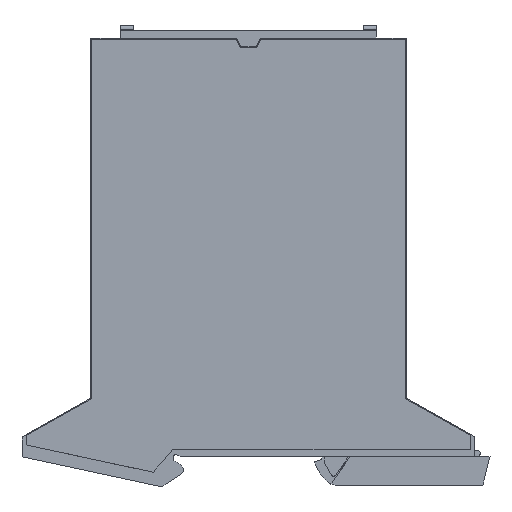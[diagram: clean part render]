
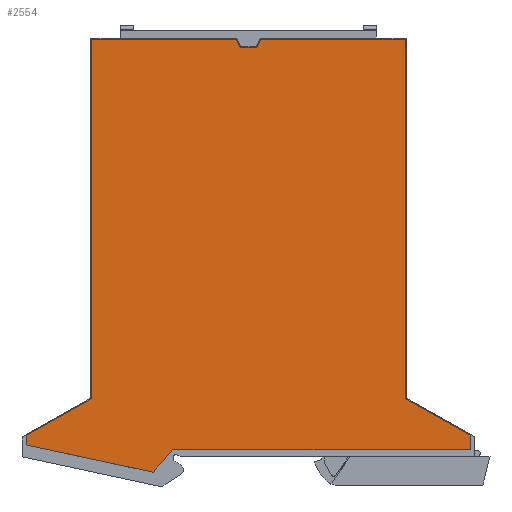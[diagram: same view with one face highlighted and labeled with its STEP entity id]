
A CAD part, left-side view. The second image highlights one B-rep face of the part: STEP entity #2554.
In plain terms, the highlighted planar face has unit normal (-1, 0, 0).
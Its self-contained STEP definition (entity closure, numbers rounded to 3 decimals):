
#2392=AXIS2_PLACEMENT_3D('Plane Axis2P3D',#2389,#2390,#2391) ;
#2389=CARTESIAN_POINT('Axis2P3D Location',(0.,56.402,7.237)) ;
#2395=CARTESIAN_POINT('Control Point',(0.,54.457,102.837)) ;
#2396=CARTESIAN_POINT('Control Point',(0.,55.754,102.837)) ;
#2397=CARTESIAN_POINT('Control Point',(0.,57.05,102.837)) ;
#2398=CARTESIAN_POINT('Control Point',(0.,58.347,102.837)) ;
#2399=CARTESIAN_POINT('Vertex',(0.,54.457,102.837)) ;
#2401=CARTESIAN_POINT('Vertex',(0.,58.347,102.837)) ;
#2404=CARTESIAN_POINT('Line Origine',(0.,58.79,103.787)) ;
#2408=CARTESIAN_POINT('Vertex',(0.,59.233,104.737)) ;
#2411=CARTESIAN_POINT('Line Origine',(0.,60.983,104.737)) ;
#2415=CARTESIAN_POINT('Vertex',(0.,62.733,104.737)) ;
#2419=CARTESIAN_POINT('Control Point',(0.,62.733,104.737)) ;
#2420=CARTESIAN_POINT('Control Point',(0.,72.822,104.737)) ;
#2421=CARTESIAN_POINT('Control Point',(0.,82.912,104.737)) ;
#2422=CARTESIAN_POINT('Control Point',(0.,93.002,104.737)) ;
#2423=CARTESIAN_POINT('Vertex',(0.,93.002,104.737)) ;
#2427=CARTESIAN_POINT('Control Point',(0.,93.002,104.737)) ;
#2428=CARTESIAN_POINT('Control Point',(0.,93.002,76.753)) ;
#2429=CARTESIAN_POINT('Control Point',(0.,93.002,48.768)) ;
#2430=CARTESIAN_POINT('Control Point',(0.,93.002,20.784)) ;
#2431=CARTESIAN_POINT('Vertex',(0.,93.002,20.784)) ;
#2435=CARTESIAN_POINT('Control Point',(0.,93.002,20.784)) ;
#2436=CARTESIAN_POINT('Control Point',(0.,98.079,17.94)) ;
#2437=CARTESIAN_POINT('Control Point',(0.,103.157,15.097)) ;
#2438=CARTESIAN_POINT('Control Point',(0.,108.234,12.253)) ;
#2439=CARTESIAN_POINT('Vertex',(0.,108.234,12.253)) ;
#2443=CARTESIAN_POINT('Control Point',(0.,108.234,12.253)) ;
#2444=CARTESIAN_POINT('Control Point',(0.,108.234,11.497)) ;
#2445=CARTESIAN_POINT('Control Point',(0.,108.234,10.741)) ;
#2446=CARTESIAN_POINT('Control Point',(0.,108.234,9.985)) ;
#2447=CARTESIAN_POINT('Vertex',(0.,108.234,9.985)) ;
#2451=CARTESIAN_POINT('Control Point',(0.,108.234,9.985)) ;
#2452=CARTESIAN_POINT('Control Point',(0.,98.383,7.865)) ;
#2453=CARTESIAN_POINT('Control Point',(0.,88.532,5.746)) ;
#2454=CARTESIAN_POINT('Control Point',(0.,78.681,3.626)) ;
#2455=CARTESIAN_POINT('Vertex',(0.,78.681,3.626)) ;
#2459=CARTESIAN_POINT('Control Point',(0.,78.681,3.626)) ;
#2460=CARTESIAN_POINT('Control Point',(0.,77.323,5.181)) ;
#2461=CARTESIAN_POINT('Control Point',(0.,75.965,6.735)) ;
#2462=CARTESIAN_POINT('Control Point',(0.,74.607,8.29)) ;
#2463=CARTESIAN_POINT('Vertex',(0.,74.607,8.29)) ;
#2467=CARTESIAN_POINT('Control Point',(0.,74.607,8.29)) ;
#2468=CARTESIAN_POINT('Control Point',(0.,74.605,8.292)) ;
#2469=CARTESIAN_POINT('Control Point',(0.,74.604,8.294)) ;
#2470=CARTESIAN_POINT('Control Point',(0.,74.602,8.296)) ;
#2471=CARTESIAN_POINT('Vertex',(0.,74.602,8.296)) ;
#2475=CARTESIAN_POINT('Control Point',(0.,74.602,8.296)) ;
#2476=CARTESIAN_POINT('Control Point',(0.,74.444,8.476)) ;
#2477=CARTESIAN_POINT('Control Point',(0.,74.286,8.657)) ;
#2478=CARTESIAN_POINT('Control Point',(0.,74.129,8.837)) ;
#2479=CARTESIAN_POINT('Vertex',(0.,74.129,8.837)) ;
#2483=CARTESIAN_POINT('Control Point',(0.,74.129,8.837)) ;
#2484=CARTESIAN_POINT('Control Point',(0.,50.942,8.837)) ;
#2485=CARTESIAN_POINT('Control Point',(0.,27.756,8.837)) ;
#2486=CARTESIAN_POINT('Control Point',(0.,4.57,8.837)) ;
#2487=CARTESIAN_POINT('Vertex',(0.,4.57,8.837)) ;
#2491=CARTESIAN_POINT('Control Point',(0.,4.57,8.837)) ;
#2492=CARTESIAN_POINT('Control Point',(0.,4.57,9.976)) ;
#2493=CARTESIAN_POINT('Control Point',(0.,4.57,11.115)) ;
#2494=CARTESIAN_POINT('Control Point',(0.,4.57,12.253)) ;
#2495=CARTESIAN_POINT('Vertex',(0.,4.57,12.253)) ;
#2499=CARTESIAN_POINT('Control Point',(0.,4.57,12.253)) ;
#2500=CARTESIAN_POINT('Control Point',(0.,9.647,15.097)) ;
#2501=CARTESIAN_POINT('Control Point',(0.,14.725,17.94)) ;
#2502=CARTESIAN_POINT('Control Point',(0.,19.802,20.784)) ;
#2503=CARTESIAN_POINT('Vertex',(0.,19.802,20.784)) ;
#2507=CARTESIAN_POINT('Control Point',(0.,19.802,20.784)) ;
#2508=CARTESIAN_POINT('Control Point',(0.,19.802,48.768)) ;
#2509=CARTESIAN_POINT('Control Point',(0.,19.802,76.753)) ;
#2510=CARTESIAN_POINT('Control Point',(0.,19.802,104.737)) ;
#2511=CARTESIAN_POINT('Vertex',(0.,19.802,104.737)) ;
#2515=CARTESIAN_POINT('Control Point',(0.,19.802,104.737)) ;
#2516=CARTESIAN_POINT('Control Point',(0.,29.892,104.737)) ;
#2517=CARTESIAN_POINT('Control Point',(0.,39.981,104.737)) ;
#2518=CARTESIAN_POINT('Control Point',(0.,50.071,104.737)) ;
#2519=CARTESIAN_POINT('Vertex',(0.,50.071,104.737)) ;
#2522=CARTESIAN_POINT('Line Origine',(0.,51.821,104.737)) ;
#2526=CARTESIAN_POINT('Vertex',(0.,53.571,104.737)) ;
#2529=CARTESIAN_POINT('Line Origine',(0.,54.014,103.787)) ;
#2390=DIRECTION('Axis2P3D Direction',(-1.,0.,0.)) ;
#2391=DIRECTION('Axis2P3D XDirection',(0.,1.,0.)) ;
#2405=DIRECTION('Vector Direction',(0.,0.423,0.906)) ;
#2412=DIRECTION('Vector Direction',(0.,1.,0.)) ;
#2523=DIRECTION('Vector Direction',(0.,1.,0.)) ;
#2530=DIRECTION('Vector Direction',(0.,-0.423,0.906)) ;
#2406=VECTOR('Line Direction',#2405,1.) ;
#2413=VECTOR('Line Direction',#2412,1.) ;
#2524=VECTOR('Line Direction',#2523,1.) ;
#2531=VECTOR('Line Direction',#2530,1.) ;
#2535=ORIENTED_EDGE('',*,*,#2403,.T.) ;
#2536=ORIENTED_EDGE('',*,*,#2410,.T.) ;
#2537=ORIENTED_EDGE('',*,*,#2417,.T.) ;
#2538=ORIENTED_EDGE('',*,*,#2425,.T.) ;
#2539=ORIENTED_EDGE('',*,*,#2433,.T.) ;
#2540=ORIENTED_EDGE('',*,*,#2441,.T.) ;
#2541=ORIENTED_EDGE('',*,*,#2449,.T.) ;
#2542=ORIENTED_EDGE('',*,*,#2457,.T.) ;
#2543=ORIENTED_EDGE('',*,*,#2465,.T.) ;
#2544=ORIENTED_EDGE('',*,*,#2473,.T.) ;
#2545=ORIENTED_EDGE('',*,*,#2481,.T.) ;
#2546=ORIENTED_EDGE('',*,*,#2489,.T.) ;
#2547=ORIENTED_EDGE('',*,*,#2497,.T.) ;
#2548=ORIENTED_EDGE('',*,*,#2505,.T.) ;
#2549=ORIENTED_EDGE('',*,*,#2513,.T.) ;
#2550=ORIENTED_EDGE('',*,*,#2521,.T.) ;
#2551=ORIENTED_EDGE('',*,*,#2528,.T.) ;
#2552=ORIENTED_EDGE('',*,*,#2533,.T.) ;
#2554=ADVANCED_FACE('BASE',(#2553),#2393,.T.) ;
#2394=B_SPLINE_CURVE_WITH_KNOTS('',3,(#2395,#2396,#2397,#2398),.UNSPECIFIED.,.F.,.U.,(4,4),(3.5,7.39),.UNSPECIFIED.) ;
#2418=B_SPLINE_CURVE_WITH_KNOTS('',3,(#2419,#2420,#2421,#2422),.UNSPECIFIED.,.F.,.U.,(4,4),(0.,30.269),.UNSPECIFIED.) ;
#2426=B_SPLINE_CURVE_WITH_KNOTS('',3,(#2427,#2428,#2429,#2430),.UNSPECIFIED.,.F.,.U.,(4,4),(0.,83.953),.UNSPECIFIED.) ;
#2434=B_SPLINE_CURVE_WITH_KNOTS('',3,(#2435,#2436,#2437,#2438),.UNSPECIFIED.,.F.,.U.,(4,4),(0.,17.458),.UNSPECIFIED.) ;
#2442=B_SPLINE_CURVE_WITH_KNOTS('',3,(#2443,#2444,#2445,#2446),.UNSPECIFIED.,.F.,.U.,(4,4),(0.,2.269),.UNSPECIFIED.) ;
#2450=B_SPLINE_CURVE_WITH_KNOTS('',3,(#2451,#2452,#2453,#2454),.UNSPECIFIED.,.F.,.U.,(4,4),(0.,30.229),.UNSPECIFIED.) ;
#2458=B_SPLINE_CURVE_WITH_KNOTS('',3,(#2459,#2460,#2461,#2462),.UNSPECIFIED.,.F.,.U.,(4,4),(0.,6.193),.UNSPECIFIED.) ;
#2466=B_SPLINE_CURVE_WITH_KNOTS('',3,(#2467,#2468,#2469,#2470),.UNSPECIFIED.,.F.,.U.,(4,4),(0.,0.007),.UNSPECIFIED.) ;
#2474=B_SPLINE_CURVE_WITH_KNOTS('',3,(#2475,#2476,#2477,#2478),.UNSPECIFIED.,.F.,.U.,(4,4),(0.,0.719),.UNSPECIFIED.) ;
#2482=B_SPLINE_CURVE_WITH_KNOTS('',3,(#2483,#2484,#2485,#2486),.UNSPECIFIED.,.F.,.U.,(4,4),(0.,69.559),.UNSPECIFIED.) ;
#2490=B_SPLINE_CURVE_WITH_KNOTS('',3,(#2491,#2492,#2493,#2494),.UNSPECIFIED.,.F.,.U.,(4,4),(0.,3.416),.UNSPECIFIED.) ;
#2498=B_SPLINE_CURVE_WITH_KNOTS('',3,(#2499,#2500,#2501,#2502),.UNSPECIFIED.,.F.,.U.,(4,4),(0.,17.458),.UNSPECIFIED.) ;
#2506=B_SPLINE_CURVE_WITH_KNOTS('',3,(#2507,#2508,#2509,#2510),.UNSPECIFIED.,.F.,.U.,(4,4),(0.,83.953),.UNSPECIFIED.) ;
#2514=B_SPLINE_CURVE_WITH_KNOTS('',3,(#2515,#2516,#2517,#2518),.UNSPECIFIED.,.F.,.U.,(4,4),(0.,30.269),.UNSPECIFIED.) ;
#2403=EDGE_CURVE('',#2400,#2402,#2394,.T.) ;
#2410=EDGE_CURVE('',#2402,#2409,#2407,.T.) ;
#2417=EDGE_CURVE('',#2409,#2416,#2414,.T.) ;
#2425=EDGE_CURVE('',#2416,#2424,#2418,.T.) ;
#2433=EDGE_CURVE('',#2424,#2432,#2426,.T.) ;
#2441=EDGE_CURVE('',#2432,#2440,#2434,.T.) ;
#2449=EDGE_CURVE('',#2440,#2448,#2442,.T.) ;
#2457=EDGE_CURVE('',#2448,#2456,#2450,.T.) ;
#2465=EDGE_CURVE('',#2456,#2464,#2458,.T.) ;
#2473=EDGE_CURVE('',#2464,#2472,#2466,.T.) ;
#2481=EDGE_CURVE('',#2472,#2480,#2474,.T.) ;
#2489=EDGE_CURVE('',#2480,#2488,#2482,.T.) ;
#2497=EDGE_CURVE('',#2488,#2496,#2490,.T.) ;
#2505=EDGE_CURVE('',#2496,#2504,#2498,.T.) ;
#2513=EDGE_CURVE('',#2504,#2512,#2506,.T.) ;
#2521=EDGE_CURVE('',#2512,#2520,#2514,.T.) ;
#2528=EDGE_CURVE('',#2520,#2527,#2525,.T.) ;
#2533=EDGE_CURVE('',#2527,#2400,#2532,.F.) ;
#2534=EDGE_LOOP('',(#2535,#2536,#2537,#2538,#2539,#2540,#2541,#2542,#2543,#2544,#2545,#2546,#2547,#2548,#2549,#2550,#2551,#2552)) ;
#2553=FACE_OUTER_BOUND('',#2534,.T.) ;
#2407=LINE('Line',#2404,#2406) ;
#2414=LINE('Line',#2411,#2413) ;
#2525=LINE('Line',#2522,#2524) ;
#2532=LINE('Line',#2529,#2531) ;
#2393=PLANE('',#2392) ;
#2400=VERTEX_POINT('',#2399) ;
#2402=VERTEX_POINT('',#2401) ;
#2409=VERTEX_POINT('',#2408) ;
#2416=VERTEX_POINT('',#2415) ;
#2424=VERTEX_POINT('',#2423) ;
#2432=VERTEX_POINT('',#2431) ;
#2440=VERTEX_POINT('',#2439) ;
#2448=VERTEX_POINT('',#2447) ;
#2456=VERTEX_POINT('',#2455) ;
#2464=VERTEX_POINT('',#2463) ;
#2472=VERTEX_POINT('',#2471) ;
#2480=VERTEX_POINT('',#2479) ;
#2488=VERTEX_POINT('',#2487) ;
#2496=VERTEX_POINT('',#2495) ;
#2504=VERTEX_POINT('',#2503) ;
#2512=VERTEX_POINT('',#2511) ;
#2520=VERTEX_POINT('',#2519) ;
#2527=VERTEX_POINT('',#2526) ;
